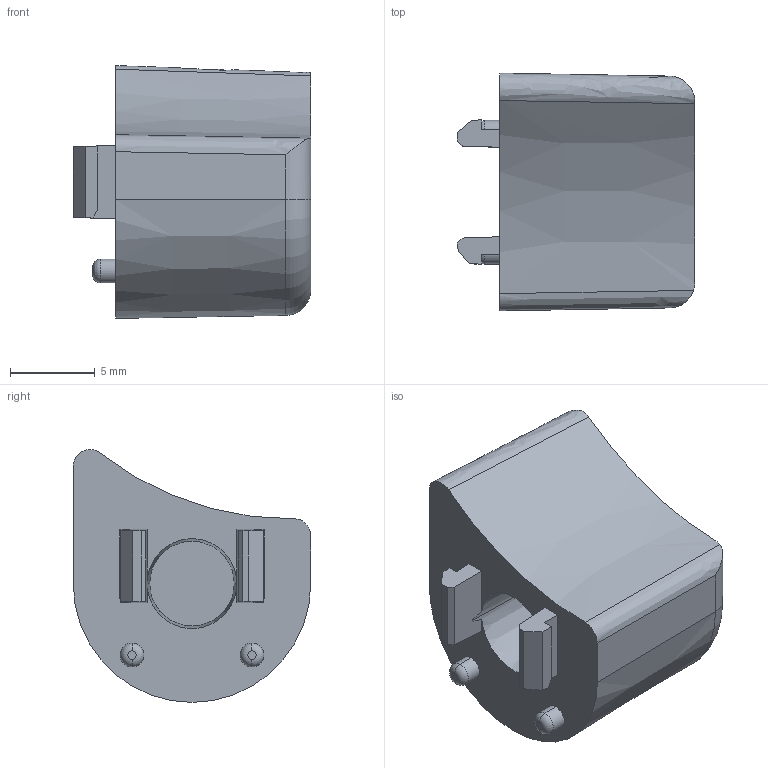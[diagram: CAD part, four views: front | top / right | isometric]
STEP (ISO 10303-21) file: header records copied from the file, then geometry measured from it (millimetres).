
FILE_DESCRIPTION (( 'STEP AP203' ), '1' );
FILE_NAME ('hand_right.STEP', '2025-10-21T21:41:54', ( '' ), ( '' ), 'SwSTEP 2.0', 'SolidWorks 2014', '' );
FILE_SCHEMA (( 'CONFIG_CONTROL_DESIGN' ));
Length unit declared in the file: millimetre
Products named in the file (1): hand_right
Bounding box: 14 x 14 x 14.9 mm (x, y, z)
Volume: 1468.7 mm3; surface area: 1043.2 mm2
Topology: 1 solids, 1 shells, 47 faces, 120 edges, 78 vertices
Faces by surface type: plane 28, cylinder 8, torus 5, cone 4, bspline 2
Entity records: 1602 total; most frequent: CARTESIAN_POINT 384, ORIENTED_EDGE 240, DIRECTION 235, EDGE_CURVE 120, AXIS2_PLACEMENT_3D 81, VERTEX_POINT 78, VECTOR 73, LINE 73
